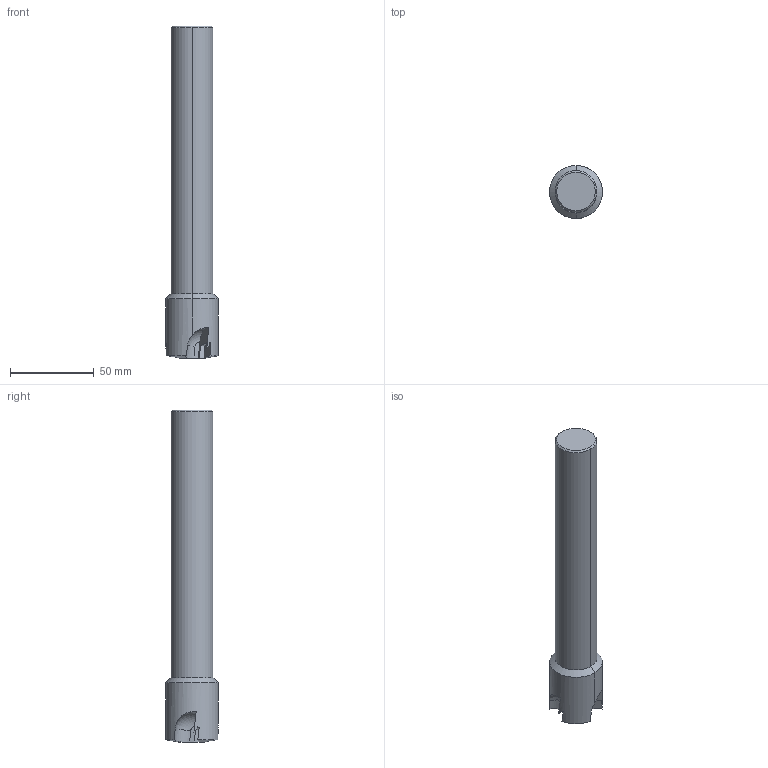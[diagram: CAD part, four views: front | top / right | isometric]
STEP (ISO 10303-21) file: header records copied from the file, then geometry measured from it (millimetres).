
FILE_DESCRIPTION(('no description'),'unknown implementation level');
FILE_NAME('solidsY1UUDGUg7FCi4QMMuxSQdgc4Tc_1.STP',' ',('CIM GmbH Aachen'),('CADClick - KiM GmbH - www.kimweb.de'),'unknown preprocess','ACIS','unknown authorization');
FILE_SCHEMA(('automotive_design'));
Length unit declared in the file: millimetre
Products named in the file (1): 1
Bounding box: 31.64 x 31.64 x 198.41 mm (x, y, z)
Volume: 102555.1 mm3; surface area: 18231.7 mm2
Topology: 1 solids, 1 shells, 54 faces, 149 edges, 97 vertices
Faces by surface type: plane 25, cylinder 18, cone 8, torus 3
Entity records: 3818 total; most frequent: CARTESIAN_POINT 751, STYLED_ITEM 301, PRESENTATION_STYLE_ASSIGNMENT 301, COLOUR_RGB 301, ORIENTED_EDGE 298, DIRECTION 293, EDGE_CURVE 149, CURVE_STYLE 149
